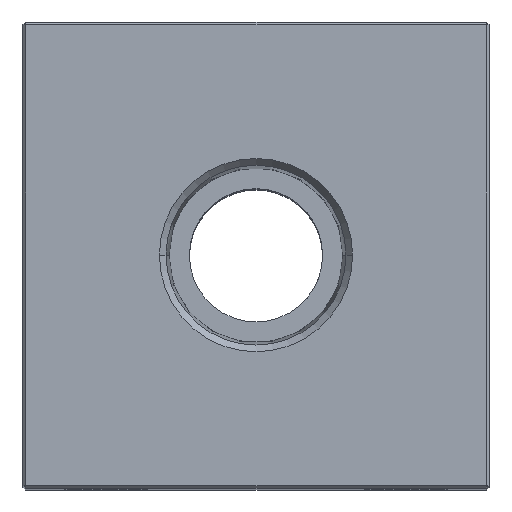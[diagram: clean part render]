
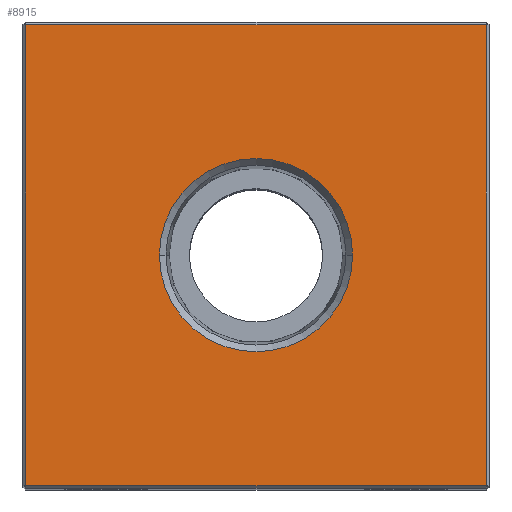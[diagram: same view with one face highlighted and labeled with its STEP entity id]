
A CAD part, top view. The second image highlights one B-rep face of the part: STEP entity #8915.
In plain terms, the highlighted planar face has unit normal (0, 0, 1).
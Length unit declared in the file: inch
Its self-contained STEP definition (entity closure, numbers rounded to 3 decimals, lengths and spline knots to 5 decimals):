
#2 = PLANE ( 'NONE',  #17993 ) ;
#189 = CARTESIAN_POINT ( 'NONE',  ( -0.865, -0.865, 3.75 ) ) ;
#319 = VECTOR ( 'NONE', #9264, 39.37008 ) ;
#578 = EDGE_LOOP ( 'NONE', ( #22651, #5353, #22524, #7197 ) ) ;
#1654 = ORIENTED_EDGE ( 'NONE', *, *, #13452, .F. ) ;
#1862 = EDGE_CURVE ( 'NONE', #7021, #18079, #16798, .T. ) ;
#1875 = CARTESIAN_POINT ( 'NONE',  ( 0.865, 0.865, 3.75 ) ) ;
#3618 = DIRECTION ( 'NONE',  ( 0., -1., 0. ) ) ;
#5353 = ORIENTED_EDGE ( 'NONE', *, *, #9311, .T. ) ;
#5449 = VERTEX_POINT ( 'NONE', #1875 ) ;
#5451 = CIRCLE ( 'NONE', #11326, 0.3626 ) ;
#5580 = DIRECTION ( 'NONE',  ( 0., 0., 1. ) ) ;
#6798 = CARTESIAN_POINT ( 'NONE',  ( 0.3626, 0., 3.75 ) ) ;
#7021 = VERTEX_POINT ( 'NONE', #13889 ) ;
#7197 = ORIENTED_EDGE ( 'NONE', *, *, #19290, .T. ) ;
#7499 = CARTESIAN_POINT ( 'NONE',  ( 0., 0., 3.75 ) ) ;
#7528 = LINE ( 'NONE', #22831, #18762 ) ;
#7613 = DIRECTION ( 'NONE',  ( 0., 0., -1. ) ) ;
#7769 = DIRECTION ( 'NONE',  ( 1., 0., 0. ) ) ;
#8915 = ADVANCED_FACE ( 'NONE', ( #22436, #16888 ), #2, .F. ) ;
#9264 = DIRECTION ( 'NONE',  ( 0., 1., 0. ) ) ;
#9311 = EDGE_CURVE ( 'NONE', #18079, #18673, #7528, .T. ) ;
#9627 = CARTESIAN_POINT ( 'NONE',  ( 0.865, 0., 3.75 ) ) ;
#10845 = CARTESIAN_POINT ( 'NONE',  ( 0., 0., 3.75 ) ) ;
#11017 = VERTEX_POINT ( 'NONE', #14224 ) ;
#11326 = AXIS2_PLACEMENT_3D ( 'NONE', #20872, #5580, #13334 ) ;
#12168 = CARTESIAN_POINT ( 'NONE',  ( 0.865, -0.865, 3.75 ) ) ;
#12983 = LINE ( 'NONE', #9627, #319 ) ;
#13325 = VECTOR ( 'NONE', #3618, 39.37008 ) ;
#13334 = DIRECTION ( 'NONE',  ( 1., 0., 0. ) ) ;
#13452 = EDGE_CURVE ( 'NONE', #11017, #17523, #16473, .T. ) ;
#13889 = CARTESIAN_POINT ( 'NONE',  ( -0.865, 0.865, 3.75 ) ) ;
#14224 = CARTESIAN_POINT ( 'NONE',  ( -0.3626, 0., 3.75 ) ) ;
#14443 = CARTESIAN_POINT ( 'NONE',  ( 0., 0.865, 3.75 ) ) ;
#14820 = CARTESIAN_POINT ( 'NONE',  ( -0.865, 0., 3.75 ) ) ;
#16186 = LINE ( 'NONE', #14443, #20822 ) ;
#16473 = CIRCLE ( 'NONE', #21585, 0.3626 ) ;
#16798 = LINE ( 'NONE', #14820, #13325 ) ;
#16853 = ORIENTED_EDGE ( 'NONE', *, *, #18321, .F. ) ;
#16888 = FACE_BOUND ( 'NONE', #17092, .T. ) ;
#16898 = DIRECTION ( 'NONE',  ( 1., 0., 0. ) ) ;
#17092 = EDGE_LOOP ( 'NONE', ( #16853, #1654 ) ) ;
#17378 = EDGE_CURVE ( 'NONE', #18673, #5449, #12983, .T. ) ;
#17523 = VERTEX_POINT ( 'NONE', #6798 ) ;
#17993 = AXIS2_PLACEMENT_3D ( 'NONE', #7499, #7613, #22552 ) ;
#18079 = VERTEX_POINT ( 'NONE', #189 ) ;
#18321 = EDGE_CURVE ( 'NONE', #17523, #11017, #5451, .T. ) ;
#18515 = DIRECTION ( 'NONE',  ( 0., 0., 1. ) ) ;
#18673 = VERTEX_POINT ( 'NONE', #12168 ) ;
#18762 = VECTOR ( 'NONE', #7769, 39.37008 ) ;
#19290 = EDGE_CURVE ( 'NONE', #5449, #7021, #16186, .T. ) ;
#20822 = VECTOR ( 'NONE', #23707, 39.37008 ) ;
#20872 = CARTESIAN_POINT ( 'NONE',  ( 0., 0., 3.75 ) ) ;
#21585 = AXIS2_PLACEMENT_3D ( 'NONE', #10845, #18515, #16898 ) ;
#22436 = FACE_OUTER_BOUND ( 'NONE', #578, .T. ) ;
#22524 = ORIENTED_EDGE ( 'NONE', *, *, #17378, .T. ) ;
#22552 = DIRECTION ( 'NONE',  ( -1., 0., 0. ) ) ;
#22651 = ORIENTED_EDGE ( 'NONE', *, *, #1862, .T. ) ;
#22831 = CARTESIAN_POINT ( 'NONE',  ( 0., -0.865, 3.75 ) ) ;
#23707 = DIRECTION ( 'NONE',  ( -1., 0., 0. ) ) ;
